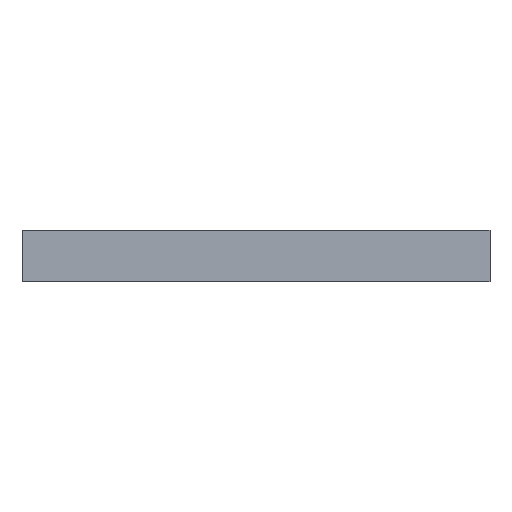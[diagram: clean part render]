
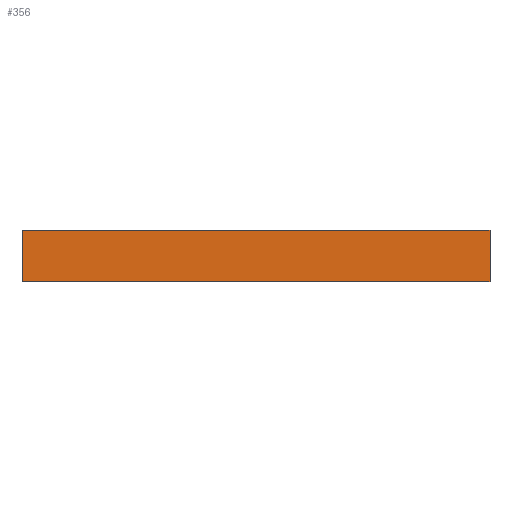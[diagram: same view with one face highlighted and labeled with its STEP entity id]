
A CAD part, left-side view. The second image highlights one B-rep face of the part: STEP entity #356.
In plain terms, the highlighted planar face has unit normal (-1, 0, 0).
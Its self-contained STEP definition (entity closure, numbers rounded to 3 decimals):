
#3 = DIRECTION ( 'NONE',  ( 0., 0., -1. ) ) ;
#7 = DIRECTION ( 'NONE',  ( 0., -1., 0. ) ) ;
#20 = VECTOR ( 'NONE', #174, 1000. ) ;
#24 = CARTESIAN_POINT ( 'NONE',  ( -300., 9., 0. ) ) ;
#37 = LINE ( 'NONE', #66, #347 ) ;
#48 = DIRECTION ( 'NONE',  ( 0., 0., -1. ) ) ;
#57 = ORIENTED_EDGE ( 'NONE', *, *, #185, .F. ) ;
#63 = CARTESIAN_POINT ( 'NONE',  ( -300., -9., 2. ) ) ;
#66 = CARTESIAN_POINT ( 'NONE',  ( -300., -9., 2. ) ) ;
#106 = CARTESIAN_POINT ( 'NONE',  ( -300., -9., 0. ) ) ;
#126 = EDGE_CURVE ( 'NONE', #284, #137, #37, .T. ) ;
#137 = VERTEX_POINT ( 'NONE', #161 ) ;
#138 = CARTESIAN_POINT ( 'NONE',  ( -300., 9., 2. ) ) ;
#145 = ORIENTED_EDGE ( 'NONE', *, *, #338, .T. ) ;
#161 = CARTESIAN_POINT ( 'NONE',  ( -300., -9., 2. ) ) ;
#165 = ORIENTED_EDGE ( 'NONE', *, *, #126, .F. ) ;
#172 = PLANE ( 'NONE',  #188 ) ;
#174 = DIRECTION ( 'NONE',  ( 0., -1., 0. ) ) ;
#175 = ORIENTED_EDGE ( 'NONE', *, *, #309, .T. ) ;
#185 = EDGE_CURVE ( 'NONE', #137, #211, #279, .T. ) ;
#188 = AXIS2_PLACEMENT_3D ( 'NONE', #315, #199, #48 ) ;
#199 = DIRECTION ( 'NONE',  ( 1., 0., 0. ) ) ;
#211 = VERTEX_POINT ( 'NONE', #226 ) ;
#226 = CARTESIAN_POINT ( 'NONE',  ( -300., -9., 0. ) ) ;
#229 = FACE_OUTER_BOUND ( 'NONE', #243, .T. ) ;
#243 = EDGE_LOOP ( 'NONE', ( #145, #57, #165, #175 ) ) ;
#257 = DIRECTION ( 'NONE',  ( 0., 0., -1. ) ) ;
#279 = LINE ( 'NONE', #63, #314 ) ;
#280 = LINE ( 'NONE', #106, #20 ) ;
#284 = VERTEX_POINT ( 'NONE', #138 ) ;
#297 = VECTOR ( 'NONE', #257, 1000. ) ;
#309 = EDGE_CURVE ( 'NONE', #284, #382, #339, .T. ) ;
#314 = VECTOR ( 'NONE', #3, 1000. ) ;
#315 = CARTESIAN_POINT ( 'NONE',  ( -300., -9., 2. ) ) ;
#334 = CARTESIAN_POINT ( 'NONE',  ( -300., 9., 2. ) ) ;
#338 = EDGE_CURVE ( 'NONE', #382, #211, #280, .T. ) ;
#339 = LINE ( 'NONE', #334, #297 ) ;
#347 = VECTOR ( 'NONE', #7, 1000. ) ;
#356 = ADVANCED_FACE ( 'NONE', ( #229 ), #172, .F. ) ;
#382 = VERTEX_POINT ( 'NONE', #24 ) ;
